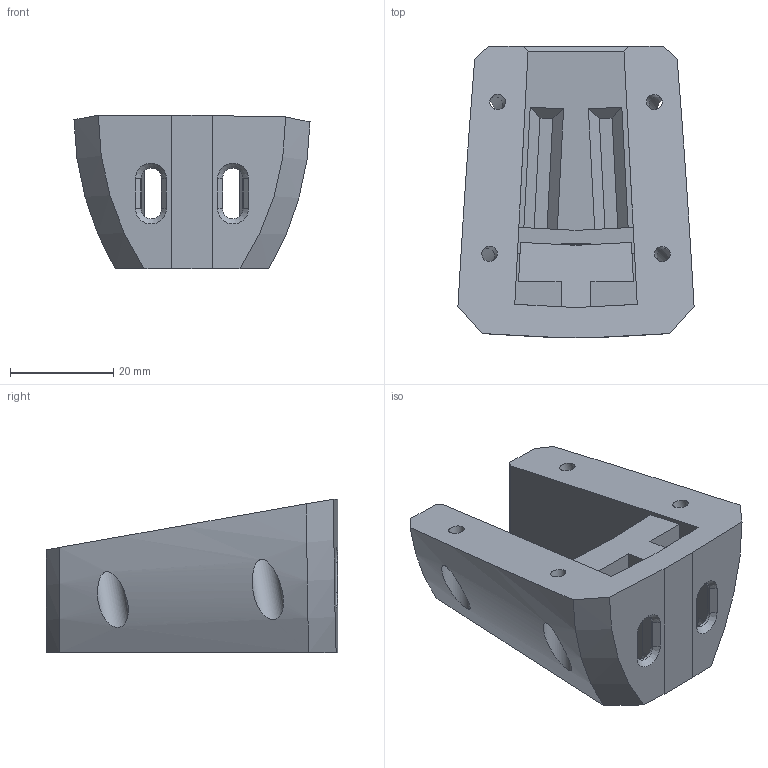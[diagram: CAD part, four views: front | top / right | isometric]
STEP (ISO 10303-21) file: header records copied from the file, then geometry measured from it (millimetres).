
FILE_DESCRIPTION(('HOOPS Exchange Step'),'2;1');
FILE_NAME('temp_export','2025-06-28T23:53:55+02:00',('luisschulte'),('Shapr3D Limited'),'HOOPS Exchange 2024.8','Shapr3D','Authorized');
FILE_SCHEMA( ('AP242_MANAGED_MODEL_BASED_3D_ENGINEERING_MIM_LF {1 0 10303 442 1 1 4}') );
Length unit declared in the file: millimetre
Products named in the file (2): v2; root
Assembly tree (1 placements, depth 2):
  root
    v2
Bounding box: 45.83 x 56.51 x 29.8 mm (x, y, z)
Volume: 27220.8 mm3; surface area: 13745.7 mm2
Topology: 2 solids, 2 shells, 107 faces, 312 edges, 208 vertices
Faces by surface type: plane 69, cylinder 26, cone 10, bspline 2
Full cylindrical faces by diameter (mm): 2.5 x6, 3 x4, 5.6 x4
Entity records: 4403 total; most frequent: CARTESIAN_POINT 1424, ORIENTED_EDGE 624, DIRECTION 594, EDGE_CURVE 312, VECTOR 212, LINE 212, VERTEX_POINT 208, AXIS2_PLACEMENT_3D 191
